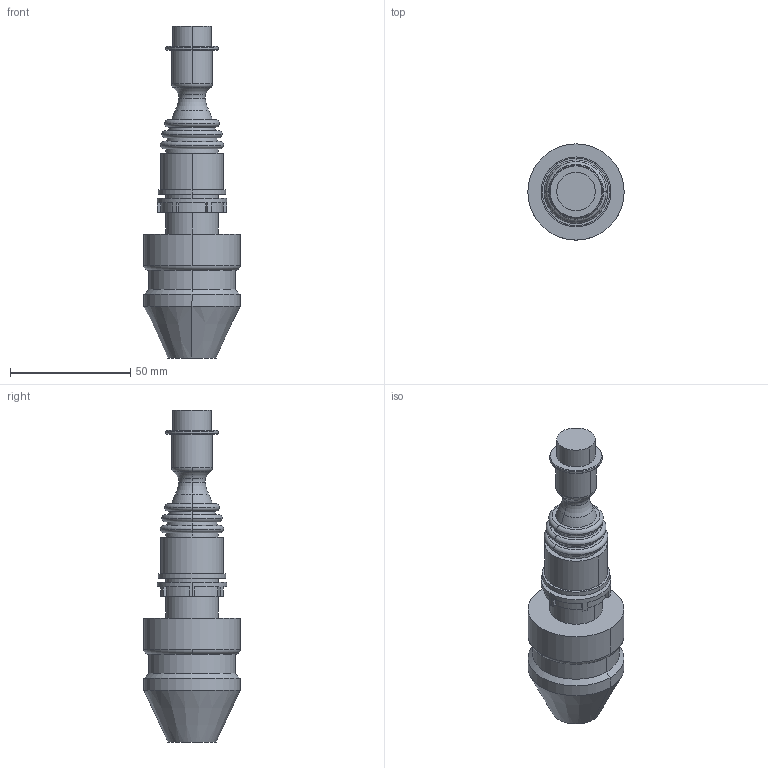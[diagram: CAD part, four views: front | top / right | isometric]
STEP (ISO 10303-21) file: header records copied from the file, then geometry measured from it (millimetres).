
FILE_DESCRIPTION(('STEP AP214'),'1');
FILE_NAME('manipulateur_023993_ew.stp','2017-05-11T07:06:32',('TraceParts'),('TraceParts S.A.'),'Spatial InterOp 3D',' ',' ');
FILE_SCHEMA(('automotive_design'));
Length unit declared in the file: millimetre
Products named in the file (2): manipulateur_023993_ew_1; manipulateur_023993_ew_2
Bounding box: 40 x 40 x 138 mm (x, y, z)
Volume: 81382.1 mm3; surface area: 16148.9 mm2
Topology: 2 solids, 2 shells, 100 faces, 245 edges, 161 vertices
Faces by surface type: plane 34, torus 30, cylinder 28, cone 8
Entity records: 3074 total; most frequent: DIRECTION 616, CARTESIAN_POINT 508, ORIENTED_EDGE 490, AXIS2_PLACEMENT_3D 269, EDGE_CURVE 245, CIRCLE 167, VERTEX_POINT 161, EDGE_LOOP 114
